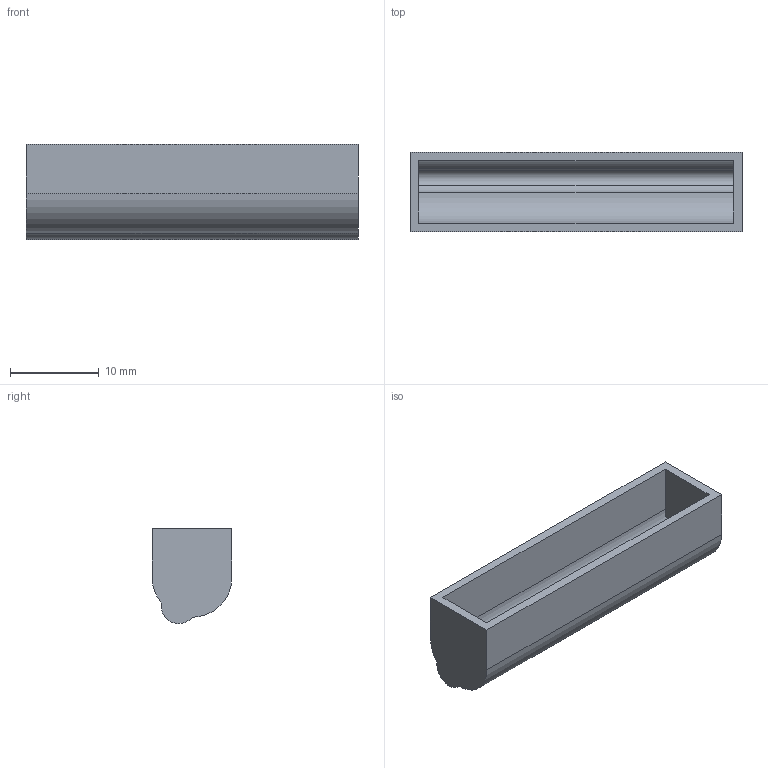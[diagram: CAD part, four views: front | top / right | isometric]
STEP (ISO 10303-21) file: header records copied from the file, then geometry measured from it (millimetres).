
FILE_DESCRIPTION(('FreeCAD Model'),'2;1');
FILE_NAME('Open CASCADE Shape Model','2025-06-06T23:42:42',(''),(''), 'Open CASCADE STEP processor 7.8','FreeCAD','Unknown');
FILE_SCHEMA(('AUTOMOTIVE_DESIGN { 1 0 10303 214 1 1 1 1 }'));
Length unit declared in the file: millimetre
Products named in the file (1): Thickness001
Bounding box: 37.4 x 9 x 10.71 mm (x, y, z)
Volume: 1046.9 mm3; surface area: 2185.7 mm2
Topology: 1 solids, 1 shells, 17 faces, 44 edges, 30 vertices
Faces by surface type: plane 9, cylinder 8
Entity records: 554 total; most frequent: DIRECTION 98, CARTESIAN_POINT 92, ORIENTED_EDGE 88, EDGE_CURVE 44, AXIS2_PLACEMENT_3D 36, VERTEX_POINT 30, LINE 26, VECTOR 26
